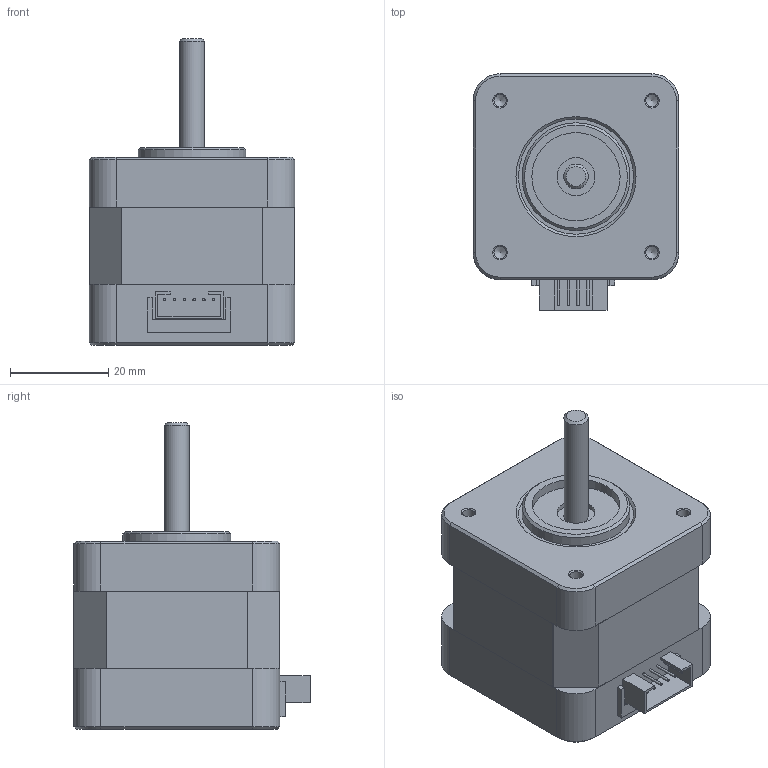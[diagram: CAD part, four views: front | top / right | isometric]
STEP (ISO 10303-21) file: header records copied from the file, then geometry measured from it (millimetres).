
FILE_DESCRIPTION(/* description */ ('STEP AP242','CAx-IF Rec.Pracs.---Representation and Presentation of Product Manufacturing Information (PMI)---4.0---2014-10-13','CAx-IF Rec.Pracs.---3D Tessellated Geometry---0.4---2014-09-14','2;1'),/* implementation_level */ '2;1');
FILE_NAME(/* name */ '6223afe19d055f32cb656891',/* time_stamp */ '2022-03-05T18:45:54+00:00',/* author */ (''),/* organization */ (''),/* preprocessor_version */ 'ST-DEVELOPER v18.101',/* originating_system */ ' ',/* authorisation */ ' ');
FILE_SCHEMA (('AP242_MANAGED_MODEL_BASED_3D_ENGINEERING_MIM_LF { 1 0 10303 442 1 1 4 }'));
Length unit declared in the file: metre
Products named in the file (1): MINEBEA 05701607
Bounding box: 42 x 48.2 x 62.55 mm (x, y, z)
Volume: 65783.4 mm3; surface area: 11340.4 mm2
Topology: 1 solids, 1 shells, 190 faces, 447 edges, 287 vertices
Faces by surface type: plane 134, cylinder 33, cone 19, torus 4
Full cylindrical faces by diameter (mm): 0.5 x6, 2.5 x4, 5 x2, 5.5 x4, 5.75 x4, 7.75 x2, 18 x2, 22 x1
Entity records: 5257 total; most frequent: DIRECTION 858, CARTESIAN_POINT 855, ORIENTED_EDGE 780, EDGE_CURVE 390, LINE 304, VECTOR 304, AXIS2_PLACEMENT_3D 277, VERTEX_POINT 274
